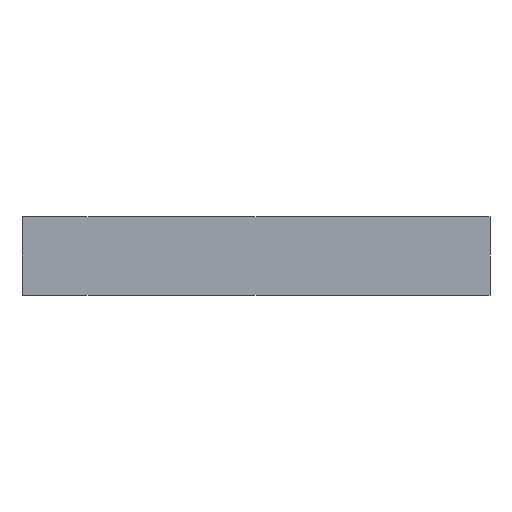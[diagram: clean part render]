
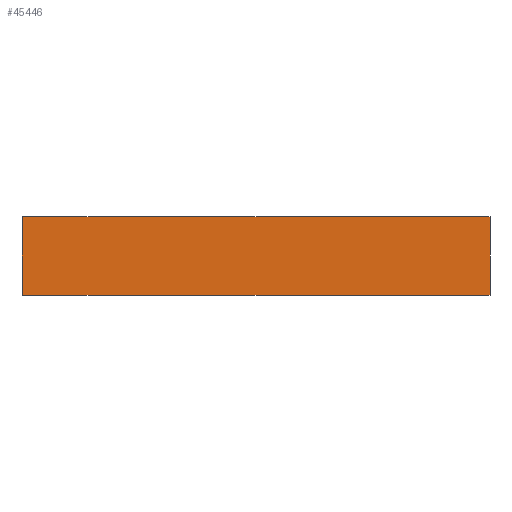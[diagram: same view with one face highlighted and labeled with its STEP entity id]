
A CAD part, front view. The second image highlights one B-rep face of the part: STEP entity #45446.
In plain terms, the highlighted planar face has unit normal (0, -1, 0).
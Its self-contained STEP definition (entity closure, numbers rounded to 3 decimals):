
#41964 = PLANE('',#41965);
#41965 = AXIS2_PLACEMENT_3D('',#41966,#41967,#41968);
#41966 = CARTESIAN_POINT('',(0.,0.,1.6)
  );
#41967 = DIRECTION('',(0.,0.,1.));
#41968 = DIRECTION('',(0.,1.,0.));
#42020 = PLANE('',#42021);
#42021 = AXIS2_PLACEMENT_3D('',#42022,#42023,#42024);
#42022 = CARTESIAN_POINT('',(0.,0.,-1.6
    ));
#42023 = DIRECTION('',(0.,0.,-1.));
#42024 = DIRECTION('',(-1.,0.,0.));
#43648 = EDGE_CURVE('',#43649,#43651,#43653,.T.);
#43649 = VERTEX_POINT('',#43650);
#43650 = CARTESIAN_POINT('',(9.5,-82.5,1.6));
#43651 = VERTEX_POINT('',#43652);
#43652 = CARTESIAN_POINT('',(-9.5,-82.5,1.6));
#43653 = SURFACE_CURVE('',#43654,(#43658,#43665),.PCURVE_S1.);
#43654 = LINE('',#43655,#43656);
#43655 = CARTESIAN_POINT('',(9.5,-82.5,1.6));
#43656 = VECTOR('',#43657,1.);
#43657 = DIRECTION('',(-1.,0.,0.));
#43658 = PCURVE('',#41964,#43659);
#43659 = DEFINITIONAL_REPRESENTATION('',(#43660),#43664);
#43660 = LINE('',#43661,#43662);
#43661 = CARTESIAN_POINT('',(-82.5,-9.5));
#43662 = VECTOR('',#43663,1.);
#43663 = DIRECTION('',(0.,1.));
#43664 = ( GEOMETRIC_REPRESENTATION_CONTEXT(2) 
PARAMETRIC_REPRESENTATION_CONTEXT() REPRESENTATION_CONTEXT('2D SPACE',''
  ) );
#43665 = PCURVE('',#43666,#43671);
#43666 = PLANE('',#43667);
#43667 = AXIS2_PLACEMENT_3D('',#43668,#43669,#43670);
#43668 = CARTESIAN_POINT('',(0.,-82.5,0.));
#43669 = DIRECTION('',(0.,-1.,0.));
#43670 = DIRECTION('',(0.,0.,-1.));
#43671 = DEFINITIONAL_REPRESENTATION('',(#43672),#43676);
#43672 = LINE('',#43673,#43674);
#43673 = CARTESIAN_POINT('',(-1.6,9.5));
#43674 = VECTOR('',#43675,1.);
#43675 = DIRECTION('',(0.,-1.));
#43676 = ( GEOMETRIC_REPRESENTATION_CONTEXT(2) 
PARAMETRIC_REPRESENTATION_CONTEXT() REPRESENTATION_CONTEXT('2D SPACE',''
  ) );
#43694 = PLANE('',#43695);
#43695 = AXIS2_PLACEMENT_3D('',#43696,#43697,#43698);
#43696 = CARTESIAN_POINT('',(9.5,-70.,0.));
#43697 = DIRECTION('',(1.,0.,0.));
#43698 = DIRECTION('',(0.,0.,1.));
#44016 = PLANE('',#44017);
#44017 = AXIS2_PLACEMENT_3D('',#44018,#44019,#44020);
#44018 = CARTESIAN_POINT('',(-9.5,-70.,0.));
#44019 = DIRECTION('',(-1.,0.,0.));
#44020 = DIRECTION('',(0.,0.,-1.));
#44080 = EDGE_CURVE('',#44081,#44083,#44085,.T.);
#44081 = VERTEX_POINT('',#44082);
#44082 = CARTESIAN_POINT('',(-9.5,-82.5,-1.6));
#44083 = VERTEX_POINT('',#44084);
#44084 = CARTESIAN_POINT('',(9.5,-82.5,-1.6));
#44085 = SURFACE_CURVE('',#44086,(#44090,#44097),.PCURVE_S1.);
#44086 = LINE('',#44087,#44088);
#44087 = CARTESIAN_POINT('',(-9.5,-82.5,-1.6));
#44088 = VECTOR('',#44089,1.);
#44089 = DIRECTION('',(1.,-0.,0.));
#44090 = PCURVE('',#42020,#44091);
#44091 = DEFINITIONAL_REPRESENTATION('',(#44092),#44096);
#44092 = LINE('',#44093,#44094);
#44093 = CARTESIAN_POINT('',(9.5,-82.5));
#44094 = VECTOR('',#44095,1.);
#44095 = DIRECTION('',(-1.,0.));
#44096 = ( GEOMETRIC_REPRESENTATION_CONTEXT(2) 
PARAMETRIC_REPRESENTATION_CONTEXT() REPRESENTATION_CONTEXT('2D SPACE',''
  ) );
#44097 = PCURVE('',#43666,#44098);
#44098 = DEFINITIONAL_REPRESENTATION('',(#44099),#44103);
#44099 = LINE('',#44100,#44101);
#44100 = CARTESIAN_POINT('',(1.6,-9.5));
#44101 = VECTOR('',#44102,1.);
#44102 = DIRECTION('',(0.,1.));
#44103 = ( GEOMETRIC_REPRESENTATION_CONTEXT(2) 
PARAMETRIC_REPRESENTATION_CONTEXT() REPRESENTATION_CONTEXT('2D SPACE',''
  ) );
#45446 = ADVANCED_FACE('',(#45447),#43666,.T.);
#45447 = FACE_BOUND('',#45448,.T.);
#45448 = EDGE_LOOP('',(#45449,#45450,#45471,#45472));
#45449 = ORIENTED_EDGE('',*,*,#44080,.T.);
#45450 = ORIENTED_EDGE('',*,*,#45451,.F.);
#45451 = EDGE_CURVE('',#43649,#44083,#45452,.T.);
#45452 = SURFACE_CURVE('',#45453,(#45457,#45464),.PCURVE_S1.);
#45453 = LINE('',#45454,#45455);
#45454 = CARTESIAN_POINT('',(9.5,-82.5,1.6));
#45455 = VECTOR('',#45456,1.);
#45456 = DIRECTION('',(0.,0.,-1.));
#45457 = PCURVE('',#43666,#45458);
#45458 = DEFINITIONAL_REPRESENTATION('',(#45459),#45463);
#45459 = LINE('',#45460,#45461);
#45460 = CARTESIAN_POINT('',(-1.6,9.5));
#45461 = VECTOR('',#45462,1.);
#45462 = DIRECTION('',(1.,0.));
#45463 = ( GEOMETRIC_REPRESENTATION_CONTEXT(2) 
PARAMETRIC_REPRESENTATION_CONTEXT() REPRESENTATION_CONTEXT('2D SPACE',''
  ) );
#45464 = PCURVE('',#43694,#45465);
#45465 = DEFINITIONAL_REPRESENTATION('',(#45466),#45470);
#45466 = LINE('',#45467,#45468);
#45467 = CARTESIAN_POINT('',(1.6,12.5));
#45468 = VECTOR('',#45469,1.);
#45469 = DIRECTION('',(-1.,0.));
#45470 = ( GEOMETRIC_REPRESENTATION_CONTEXT(2) 
PARAMETRIC_REPRESENTATION_CONTEXT() REPRESENTATION_CONTEXT('2D SPACE',''
  ) );
#45471 = ORIENTED_EDGE('',*,*,#43648,.T.);
#45472 = ORIENTED_EDGE('',*,*,#45473,.T.);
#45473 = EDGE_CURVE('',#43651,#44081,#45474,.T.);
#45474 = SURFACE_CURVE('',#45475,(#45479,#45486),.PCURVE_S1.);
#45475 = LINE('',#45476,#45477);
#45476 = CARTESIAN_POINT('',(-9.5,-82.5,1.6));
#45477 = VECTOR('',#45478,1.);
#45478 = DIRECTION('',(0.,0.,-1.));
#45479 = PCURVE('',#43666,#45480);
#45480 = DEFINITIONAL_REPRESENTATION('',(#45481),#45485);
#45481 = LINE('',#45482,#45483);
#45482 = CARTESIAN_POINT('',(-1.6,-9.5));
#45483 = VECTOR('',#45484,1.);
#45484 = DIRECTION('',(1.,0.));
#45485 = ( GEOMETRIC_REPRESENTATION_CONTEXT(2) 
PARAMETRIC_REPRESENTATION_CONTEXT() REPRESENTATION_CONTEXT('2D SPACE',''
  ) );
#45486 = PCURVE('',#44016,#45487);
#45487 = DEFINITIONAL_REPRESENTATION('',(#45488),#45492);
#45488 = LINE('',#45489,#45490);
#45489 = CARTESIAN_POINT('',(-1.6,12.5));
#45490 = VECTOR('',#45491,1.);
#45491 = DIRECTION('',(1.,0.));
#45492 = ( GEOMETRIC_REPRESENTATION_CONTEXT(2) 
PARAMETRIC_REPRESENTATION_CONTEXT() REPRESENTATION_CONTEXT('2D SPACE',''
  ) );
